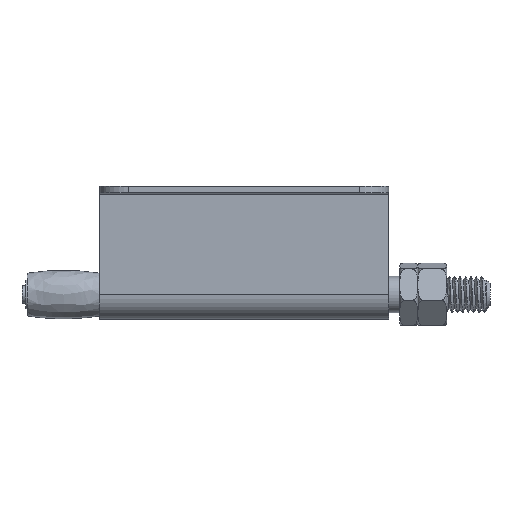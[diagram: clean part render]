
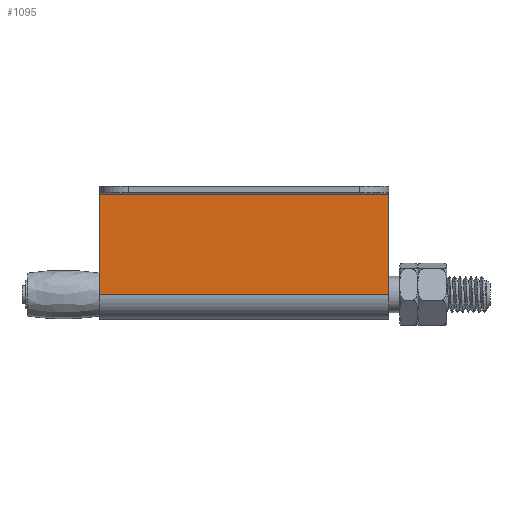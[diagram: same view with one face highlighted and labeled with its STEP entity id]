
A CAD part, left-side view. The second image highlights one B-rep face of the part: STEP entity #1095.
In plain terms, the highlighted planar face has unit normal (-1, 0, 0).
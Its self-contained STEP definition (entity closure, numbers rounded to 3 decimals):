
#94=LINE('',#4074,#146);
#95=LINE('',#4080,#147);
#98=LINE('',#4088,#150);
#99=LINE('',#4090,#151);
#146=VECTOR('',#1520,27.7);
#147=VECTOR('',#1527,27.7);
#150=VECTOR('',#1536,80.);
#151=VECTOR('',#1539,80.);
#334=FACE_OUTER_BOUND('',#438,.T.);
#438=EDGE_LOOP('',(#964,#965,#966,#967));
#588=VERTEX_POINT('',#4071);
#589=VERTEX_POINT('',#4073);
#590=VERTEX_POINT('',#4077);
#591=VERTEX_POINT('',#4079);
#713=EDGE_CURVE('',#589,#588,#94,.T.);
#716=EDGE_CURVE('',#591,#590,#95,.T.);
#721=EDGE_CURVE('',#590,#589,#98,.T.);
#722=EDGE_CURVE('',#591,#588,#99,.T.);
#964=ORIENTED_EDGE('',*,*,#713,.T.);
#965=ORIENTED_EDGE('',*,*,#722,.F.);
#966=ORIENTED_EDGE('',*,*,#716,.T.);
#967=ORIENTED_EDGE('',*,*,#721,.T.);
#1027=PLANE('',#1230);
#1095=ADVANCED_FACE('',(#334),#1027,.T.);
#1230=AXIS2_PLACEMENT_3D('',#4089,#1537,#1538);
#1520=DIRECTION('',(0.,1.,0.));
#1527=DIRECTION('',(0.,-1.,0.));
#1536=DIRECTION('',(0.,0.,1.));
#1537=DIRECTION('center_axis',(-1.,0.,0.));
#1538=DIRECTION('ref_axis',(0.,0.,1.));
#1539=DIRECTION('',(0.,0.,1.));
#4071=CARTESIAN_POINT('',(23.15,30.,80.));
#4073=CARTESIAN_POINT('',(23.15,2.3,80.));
#4074=CARTESIAN_POINT('',(23.15,30.,80.));
#4077=CARTESIAN_POINT('',(23.15,2.3,0.));
#4079=CARTESIAN_POINT('',(23.15,30.,0.));
#4080=CARTESIAN_POINT('',(23.15,30.,0.));
#4088=CARTESIAN_POINT('',(23.15,2.3,0.));
#4089=CARTESIAN_POINT('Origin',(23.15,2.3,0.));
#4090=CARTESIAN_POINT('',(23.15,30.,0.));
